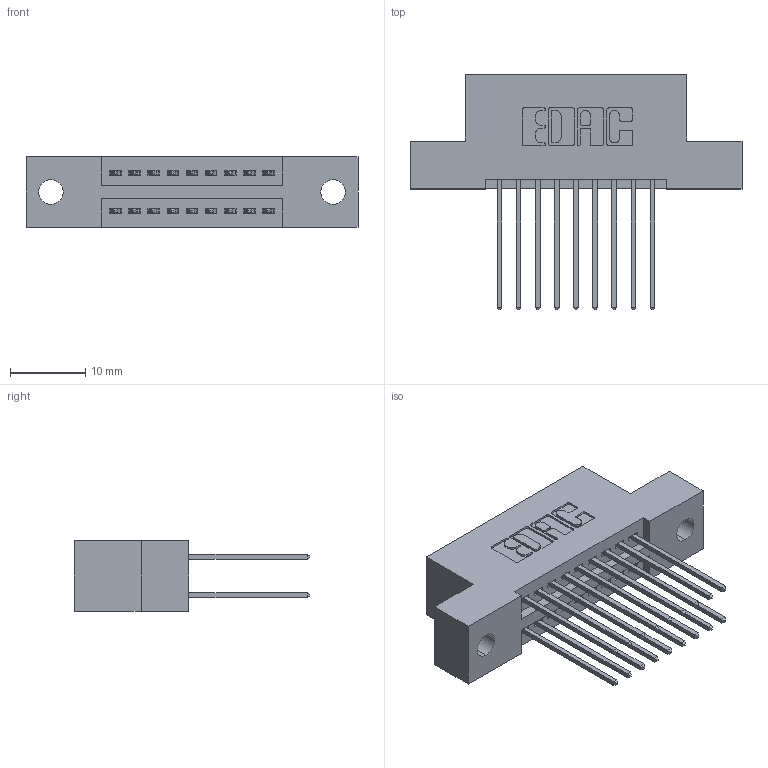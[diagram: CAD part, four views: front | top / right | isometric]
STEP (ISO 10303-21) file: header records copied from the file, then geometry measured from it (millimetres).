
FILE_DESCRIPTION (( 'STEP AP203' ), '1' );
FILE_NAME ('395-018-542-202.STEP', '2018-11-07T02:23:46', ( '' ), ( '' ), 'SwSTEP 2.0', 'SolidWorks 2016', '' );
FILE_SCHEMA (( 'CONFIG_CONTROL_DESIGN' ));
Length unit declared in the file: inch
Products named in the file (3): 345 Part_Flush Mounting Lugs - 0.128 Dia; 345-292-001_345-293-142; 395-018-542-202
Assembly tree (19 placements, depth 2):
  395-018-542-202
    345 Part_Flush Mounting Lugs - 0.128 Dia
    345-292-001_345-293-142  x18
Bounding box: 44.07 x 31.29 x 9.4 mm (x, y, z)
Volume: 4021.8 mm3; surface area: 5425.2 mm2
Topology: 19 solids, 19 shells, 1026 faces, 3023 edges, 1990 vertices
Faces by surface type: plane 674, cylinder 352
Entity records: 11525 total; most frequent: CARTESIAN_POINT 1964, ORIENTED_EDGE 1898, DIRECTION 1773, EDGE_CURVE 949, LINE 781, VECTOR 781, VERTEX_POINT 630, AXIS2_PLACEMENT_3D 496
